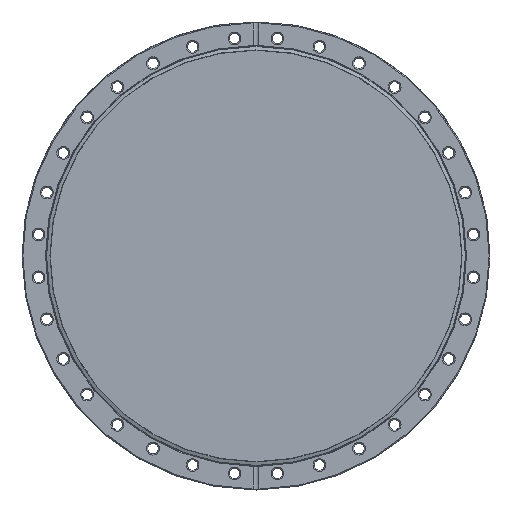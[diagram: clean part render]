
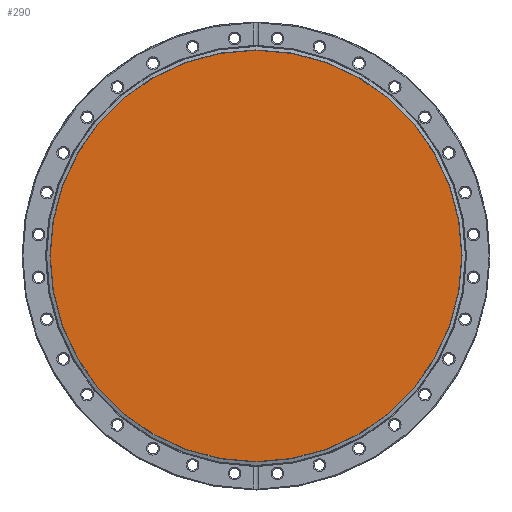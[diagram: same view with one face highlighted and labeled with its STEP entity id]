
A CAD part, top view. The second image highlights one B-rep face of the part: STEP entity #290.
In plain terms, the highlighted planar face has unit normal (0, 0, 1).
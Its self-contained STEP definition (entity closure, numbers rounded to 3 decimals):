
#290 = ADVANCED_FACE( '', ( #703 ), #704, .F. );
#703 = FACE_OUTER_BOUND( '', #1123, .T. );
#704 = PLANE( '', #1124 );
#1123 = EDGE_LOOP( '', ( #1815 ) );
#1124 = AXIS2_PLACEMENT_3D( '', #1816, #1817, #1818 );
#1815 = ORIENTED_EDGE( '', *, *, #2004, .T. );
#1816 = CARTESIAN_POINT( '', ( 0., 0., 8.115 ) );
#1817 = DIRECTION( '', ( 0., 0., -1. ) );
#1818 = DIRECTION( '', ( -1., 0., 0. ) );
#2004 = EDGE_CURVE( '', #2330, #2330, #2331, .T. );
#2330 = VERTEX_POINT( '', #2748 );
#2331 = CIRCLE( '', #2749, 133.673 );
#2748 = CARTESIAN_POINT( '', ( 133.673, 0., 8.115 ) );
#2749 = AXIS2_PLACEMENT_3D( '', #3206, #3207, #3208 );
#3206 = CARTESIAN_POINT( '', ( 0., 0., 8.115 ) );
#3207 = DIRECTION( '', ( 0., 0., 1. ) );
#3208 = DIRECTION( '', ( 1., 0., 0. ) );
